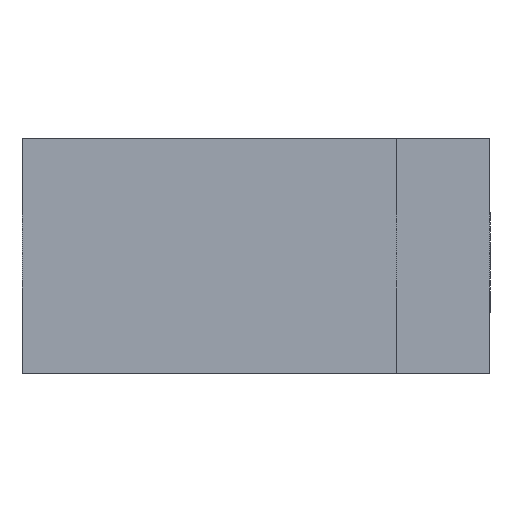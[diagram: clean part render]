
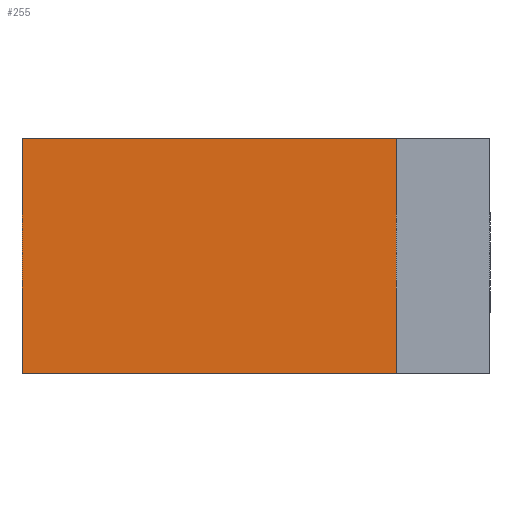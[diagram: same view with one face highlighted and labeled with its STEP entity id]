
A CAD part, front view. The second image highlights one B-rep face of the part: STEP entity #255.
In plain terms, the highlighted planar face has unit normal (0, -1, 0).
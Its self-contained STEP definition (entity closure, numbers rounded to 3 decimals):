
#26 = CARTESIAN_POINT ( 'NONE',  ( -3., -47.5, 10. ) ) ;
#35 = VERTEX_POINT ( 'NONE', #435 ) ;
#56 = VECTOR ( 'NONE', #155, 1000. ) ;
#67 = DIRECTION ( 'NONE',  ( 0., 0., -1. ) ) ;
#68 = VERTEX_POINT ( 'NONE', #157 ) ;
#70 = CARTESIAN_POINT ( 'NONE',  ( -19., -47.5, 10. ) ) ;
#76 = LINE ( 'NONE', #195, #56 ) ;
#103 = LINE ( 'NONE', #509, #246 ) ;
#108 = LINE ( 'NONE', #193, #258 ) ;
#142 = CARTESIAN_POINT ( 'NONE',  ( -19., -47.5, 10. ) ) ;
#155 = DIRECTION ( 'NONE',  ( 1., 0., 0. ) ) ;
#157 = CARTESIAN_POINT ( 'NONE',  ( -19., -47.5, 0. ) ) ;
#162 = ORIENTED_EDGE ( 'NONE', *, *, #502, .F. ) ;
#175 = DIRECTION ( 'NONE',  ( 0., 1., 0. ) ) ;
#181 = DIRECTION ( 'NONE',  ( 0., 0., -1. ) ) ;
#193 = CARTESIAN_POINT ( 'NONE',  ( -19., -47.5, 0. ) ) ;
#195 = CARTESIAN_POINT ( 'NONE',  ( -19., -47.5, 10. ) ) ;
#216 = VECTOR ( 'NONE', #181, 1000. ) ;
#219 = CARTESIAN_POINT ( 'NONE',  ( -19., -47.5, 10. ) ) ;
#246 = VECTOR ( 'NONE', #67, 1000. ) ;
#255 = ADVANCED_FACE ( 'NONE', ( #293 ), #453, .F. ) ;
#258 = VECTOR ( 'NONE', #479, 1000. ) ;
#293 = FACE_OUTER_BOUND ( 'NONE', #446, .T. ) ;
#295 = EDGE_CURVE ( 'NONE', #433, #68, #391, .T. ) ;
#316 = EDGE_CURVE ( 'NONE', #393, #35, #103, .T. ) ;
#391 = LINE ( 'NONE', #142, #216 ) ;
#393 = VERTEX_POINT ( 'NONE', #26 ) ;
#433 = VERTEX_POINT ( 'NONE', #70 ) ;
#435 = CARTESIAN_POINT ( 'NONE',  ( -3., -47.5, 0. ) ) ;
#446 = EDGE_LOOP ( 'NONE', ( #498, #519, #162, #489 ) ) ;
#450 = EDGE_CURVE ( 'NONE', #68, #35, #108, .T. ) ;
#453 = PLANE ( 'NONE',  #464 ) ;
#464 = AXIS2_PLACEMENT_3D ( 'NONE', #219, #175, #518 ) ;
#479 = DIRECTION ( 'NONE',  ( 1., 0., 0. ) ) ;
#489 = ORIENTED_EDGE ( 'NONE', *, *, #295, .T. ) ;
#498 = ORIENTED_EDGE ( 'NONE', *, *, #450, .T. ) ;
#502 = EDGE_CURVE ( 'NONE', #433, #393, #76, .T. ) ;
#509 = CARTESIAN_POINT ( 'NONE',  ( -3., -47.5, 10. ) ) ;
#518 = DIRECTION ( 'NONE',  ( 0., 0., 1. ) ) ;
#519 = ORIENTED_EDGE ( 'NONE', *, *, #316, .F. ) ;
